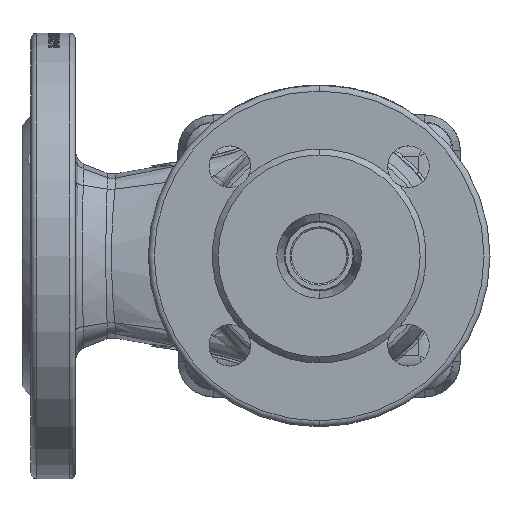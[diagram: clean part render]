
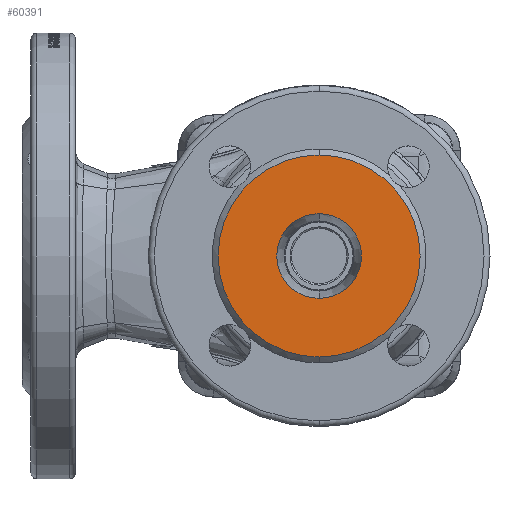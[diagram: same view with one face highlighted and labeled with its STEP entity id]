
A CAD part, front view. The second image highlights one B-rep face of the part: STEP entity #60391.
In plain terms, the highlighted planar face has unit normal (0, -1, 0).
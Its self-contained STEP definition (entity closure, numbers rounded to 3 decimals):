
#3155 = CARTESIAN_POINT ( 'NONE',  ( 0., -105., 0. ) ) ;
#3717 = CARTESIAN_POINT ( 'NONE',  ( 0., -105., 0. ) ) ;
#8861 = CARTESIAN_POINT ( 'NONE',  ( 0., -105., 14.25 ) ) ;
#9935 = CIRCLE ( 'NONE', #100571, 14.25 ) ;
#11258 = CIRCLE ( 'NONE', #90874, 34. ) ;
#15319 = EDGE_LOOP ( 'NONE', ( #63408, #54463 ) ) ;
#34029 = PLANE ( 'NONE',  #49305 ) ;
#34275 = CARTESIAN_POINT ( 'NONE',  ( 0., -105., 0. ) ) ;
#45571 = DIRECTION ( 'NONE',  ( 0., -1., 0. ) ) ;
#45832 = DIRECTION ( 'NONE',  ( 0., 0., 1. ) ) ;
#46359 = CARTESIAN_POINT ( 'NONE',  ( 0., -105., -14.25 ) ) ;
#49305 = AXIS2_PLACEMENT_3D ( 'NONE', #131624, #45571, #132605 ) ;
#54463 = ORIENTED_EDGE ( 'NONE', *, *, #81563, .T. ) ;
#58446 = DIRECTION ( 'NONE',  ( 0., 0., 1. ) ) ;
#60391 = ADVANCED_FACE ( 'NONE', ( #104326, #73496 ), #34029, .T. ) ;
#63408 = ORIENTED_EDGE ( 'NONE', *, *, #101328, .T. ) ;
#67207 = DIRECTION ( 'NONE',  ( 0., 1., 0. ) ) ;
#73496 = FACE_OUTER_BOUND ( 'NONE', #89067, .T. ) ;
#74252 = CIRCLE ( 'NONE', #139330, 34. ) ;
#78316 = CARTESIAN_POINT ( 'NONE',  ( 0., -105., 0. ) ) ;
#78655 = CARTESIAN_POINT ( 'NONE',  ( 0., -105., 34. ) ) ;
#80218 = ORIENTED_EDGE ( 'NONE', *, *, #115645, .F. ) ;
#81563 = EDGE_CURVE ( 'NONE', #87754, #87574, #9935, .T. ) ;
#85095 = VERTEX_POINT ( 'NONE', #89172 ) ;
#85463 = CIRCLE ( 'NONE', #129014, 14.25 ) ;
#87574 = VERTEX_POINT ( 'NONE', #8861 ) ;
#87754 = VERTEX_POINT ( 'NONE', #46359 ) ;
#89067 = EDGE_LOOP ( 'NONE', ( #141849, #80218 ) ) ;
#89172 = CARTESIAN_POINT ( 'NONE',  ( 0., -105., -34. ) ) ;
#90874 = AXIS2_PLACEMENT_3D ( 'NONE', #3155, #113752, #58446 ) ;
#100571 = AXIS2_PLACEMENT_3D ( 'NONE', #3717, #101368, #113368 ) ;
#101328 = EDGE_CURVE ( 'NONE', #87574, #87754, #85463, .T. ) ;
#101368 = DIRECTION ( 'NONE',  ( 0., 1., 0. ) ) ;
#102455 = VERTEX_POINT ( 'NONE', #78655 ) ;
#104326 = FACE_BOUND ( 'NONE', #15319, .T. ) ;
#110775 = EDGE_CURVE ( 'NONE', #102455, #85095, #74252, .T. ) ;
#113368 = DIRECTION ( 'NONE',  ( 0., 0., 1. ) ) ;
#113752 = DIRECTION ( 'NONE',  ( 0., 1., 0. ) ) ;
#115645 = EDGE_CURVE ( 'NONE', #85095, #102455, #11258, .T. ) ;
#121773 = DIRECTION ( 'NONE',  ( 0., 1., 0. ) ) ;
#124008 = DIRECTION ( 'NONE',  ( 0., 0., 1. ) ) ;
#129014 = AXIS2_PLACEMENT_3D ( 'NONE', #78316, #67207, #124008 ) ;
#131624 = CARTESIAN_POINT ( 'NONE',  ( 0., -105., 0. ) ) ;
#132605 = DIRECTION ( 'NONE',  ( 0., 0., -1. ) ) ;
#139330 = AXIS2_PLACEMENT_3D ( 'NONE', #34275, #121773, #45832 ) ;
#141849 = ORIENTED_EDGE ( 'NONE', *, *, #110775, .F. ) ;
